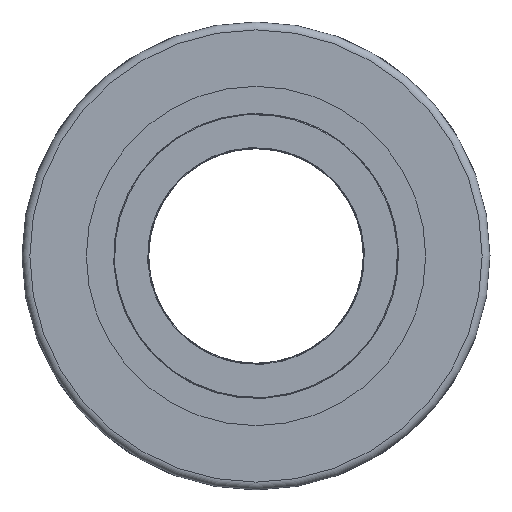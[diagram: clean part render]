
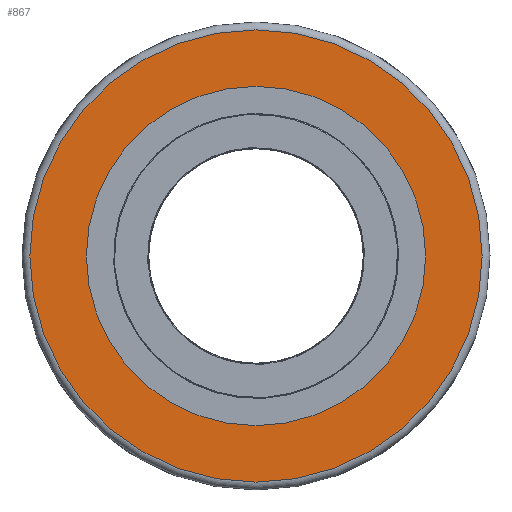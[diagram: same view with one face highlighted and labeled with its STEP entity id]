
A CAD part, left-side view. The second image highlights one B-rep face of the part: STEP entity #867.
In plain terms, the highlighted planar face has unit normal (-1, 0, 0).
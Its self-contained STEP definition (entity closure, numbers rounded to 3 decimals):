
#50=FACE_BOUND('',#182,.T.);
#68=PLANE('',#1005);
#115=FACE_OUTER_BOUND('',#181,.T.);
#181=EDGE_LOOP('',(#716,#717));
#182=EDGE_LOOP('',(#718,#719));
#313=CIRCLE('',#994,43.5);
#314=CIRCLE('',#995,43.5);
#317=CIRCLE('',#999,57.984);
#318=CIRCLE('',#1000,57.984);
#396=VERTEX_POINT('',#1577);
#397=VERTEX_POINT('',#1578);
#400=VERTEX_POINT('',#1585);
#401=VERTEX_POINT('',#1587);
#504=EDGE_CURVE('',#396,#397,#313,.T.);
#505=EDGE_CURVE('',#397,#396,#314,.T.);
#508=EDGE_CURVE('',#400,#401,#317,.T.);
#509=EDGE_CURVE('',#401,#400,#318,.T.);
#716=ORIENTED_EDGE('',*,*,#509,.F.);
#717=ORIENTED_EDGE('',*,*,#508,.F.);
#718=ORIENTED_EDGE('',*,*,#505,.T.);
#719=ORIENTED_EDGE('',*,*,#504,.T.);
#867=ADVANCED_FACE('',(#115,#50),#68,.T.);
#994=AXIS2_PLACEMENT_3D('',#1579,#1252,#1253);
#995=AXIS2_PLACEMENT_3D('',#1580,#1254,#1255);
#999=AXIS2_PLACEMENT_3D('',#1588,#1262,#1263);
#1000=AXIS2_PLACEMENT_3D('',#1589,#1264,#1265);
#1005=AXIS2_PLACEMENT_3D('',#1623,#1274,#1275);
#1252=DIRECTION('center_axis',(1.,0.,0.));
#1253=DIRECTION('ref_axis',(0.,0.,-1.));
#1254=DIRECTION('center_axis',(1.,0.,0.));
#1255=DIRECTION('ref_axis',(0.,0.,-1.));
#1262=DIRECTION('center_axis',(1.,0.,0.));
#1263=DIRECTION('ref_axis',(0.,-1.,0.));
#1264=DIRECTION('center_axis',(1.,0.,0.));
#1265=DIRECTION('ref_axis',(0.,-1.,0.));
#1274=DIRECTION('center_axis',(-1.,0.,0.));
#1275=DIRECTION('ref_axis',(0.,0.,1.));
#1577=CARTESIAN_POINT('',(-20.,0.,43.5));
#1578=CARTESIAN_POINT('',(-20.,43.5,0.));
#1579=CARTESIAN_POINT('Origin',(-20.,0.,0.));
#1580=CARTESIAN_POINT('Origin',(-20.,0.,0.));
#1585=CARTESIAN_POINT('',(-20.,0.,57.984));
#1587=CARTESIAN_POINT('',(-20.,57.984,0.));
#1588=CARTESIAN_POINT('Origin',(-20.,0.,0.));
#1589=CARTESIAN_POINT('Origin',(-20.,0.,0.));
#1623=CARTESIAN_POINT('Origin',(-20.,59.98,0.));
